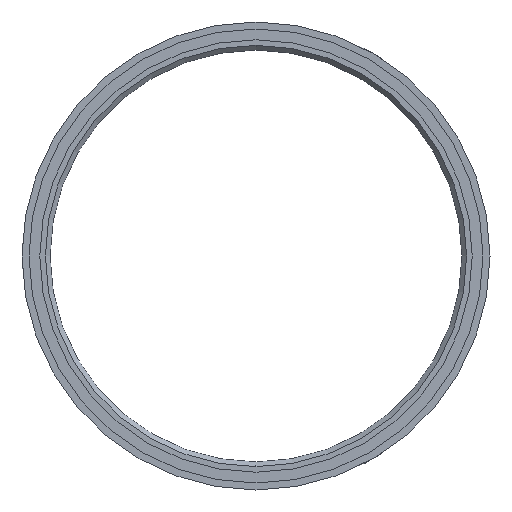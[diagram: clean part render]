
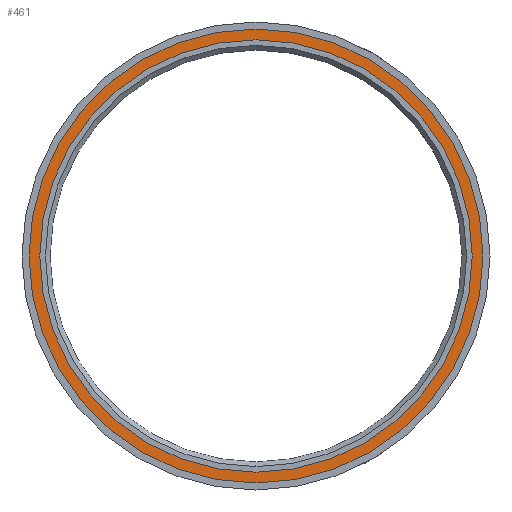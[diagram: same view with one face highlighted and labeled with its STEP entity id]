
A CAD part, left-side view. The second image highlights one B-rep face of the part: STEP entity #461.
In plain terms, the highlighted planar face has unit normal (-1, 0, 0).
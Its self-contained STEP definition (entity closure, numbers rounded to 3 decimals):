
#62 = AXIS2_PLACEMENT_3D ( 'NONE', #2222, #960, #1633 ) ;
#120 = ORIENTED_EDGE ( 'NONE', *, *, #277, .F. ) ;
#277 = EDGE_CURVE ( 'NONE', #2039, #1062, #1920, .T. ) ;
#320 = DIRECTION ( 'NONE',  ( -1., 0., 0. ) ) ;
#402 = DIRECTION ( 'NONE',  ( 0., 0., 1. ) ) ;
#421 = EDGE_LOOP ( 'NONE', ( #1729, #120 ) ) ;
#461 = ADVANCED_FACE ( 'NONE', ( #847, #3413 ), #1827, .F. ) ;
#464 = CARTESIAN_POINT ( 'NONE',  ( 0., 0., 0. ) ) ;
#582 = CARTESIAN_POINT ( 'NONE',  ( 0., 0., 0. ) ) ;
#738 = DIRECTION ( 'NONE',  ( 0., 0., 1. ) ) ;
#847 = FACE_BOUND ( 'NONE', #421, .T. ) ;
#960 = DIRECTION ( 'NONE',  ( -1., 0., 0. ) ) ;
#1032 = EDGE_LOOP ( 'NONE', ( #2938, #3860 ) ) ;
#1062 = VERTEX_POINT ( 'NONE', #4202 ) ;
#1113 = DIRECTION ( 'NONE',  ( 1., 0., 0. ) ) ;
#1217 = VERTEX_POINT ( 'NONE', #2343 ) ;
#1312 = DIRECTION ( 'NONE',  ( 0., 0., 1. ) ) ;
#1316 = AXIS2_PLACEMENT_3D ( 'NONE', #1406, #2057, #738 ) ;
#1406 = CARTESIAN_POINT ( 'NONE',  ( 0., 0., 0. ) ) ;
#1633 = DIRECTION ( 'NONE',  ( 0., 0., 1. ) ) ;
#1729 = ORIENTED_EDGE ( 'NONE', *, *, #2042, .F. ) ;
#1827 = PLANE ( 'NONE',  #2734 ) ;
#1920 = CIRCLE ( 'NONE', #62, 23.1 ) ;
#2039 = VERTEX_POINT ( 'NONE', #3249 ) ;
#2042 = EDGE_CURVE ( 'NONE', #1062, #2039, #2187, .T. ) ;
#2057 = DIRECTION ( 'NONE',  ( -1., 0., 0. ) ) ;
#2076 = CIRCLE ( 'NONE', #1316, 24.25 ) ;
#2187 = CIRCLE ( 'NONE', #3141, 23.1 ) ;
#2222 = CARTESIAN_POINT ( 'NONE',  ( 0., 0., 0. ) ) ;
#2343 = CARTESIAN_POINT ( 'NONE',  ( 0., 0., 24.25 ) ) ;
#2734 = AXIS2_PLACEMENT_3D ( 'NONE', #3779, #1113, #2816 ) ;
#2816 = DIRECTION ( 'NONE',  ( 0., 0., -1. ) ) ;
#2938 = ORIENTED_EDGE ( 'NONE', *, *, #3429, .T. ) ;
#2960 = CARTESIAN_POINT ( 'NONE',  ( 0., 0., -24.25 ) ) ;
#3141 = AXIS2_PLACEMENT_3D ( 'NONE', #582, #320, #1312 ) ;
#3249 = CARTESIAN_POINT ( 'NONE',  ( 0., 0., -23.1 ) ) ;
#3347 = DIRECTION ( 'NONE',  ( -1., 0., 0. ) ) ;
#3413 = FACE_OUTER_BOUND ( 'NONE', #1032, .T. ) ;
#3429 = EDGE_CURVE ( 'NONE', #1217, #3492, #3716, .T. ) ;
#3492 = VERTEX_POINT ( 'NONE', #2960 ) ;
#3716 = CIRCLE ( 'NONE', #4051, 24.25 ) ;
#3772 = EDGE_CURVE ( 'NONE', #3492, #1217, #2076, .T. ) ;
#3779 = CARTESIAN_POINT ( 'NONE',  ( 0., 23.1, 0. ) ) ;
#3860 = ORIENTED_EDGE ( 'NONE', *, *, #3772, .T. ) ;
#4051 = AXIS2_PLACEMENT_3D ( 'NONE', #464, #3347, #402 ) ;
#4202 = CARTESIAN_POINT ( 'NONE',  ( 0., 0., 23.1 ) ) ;
